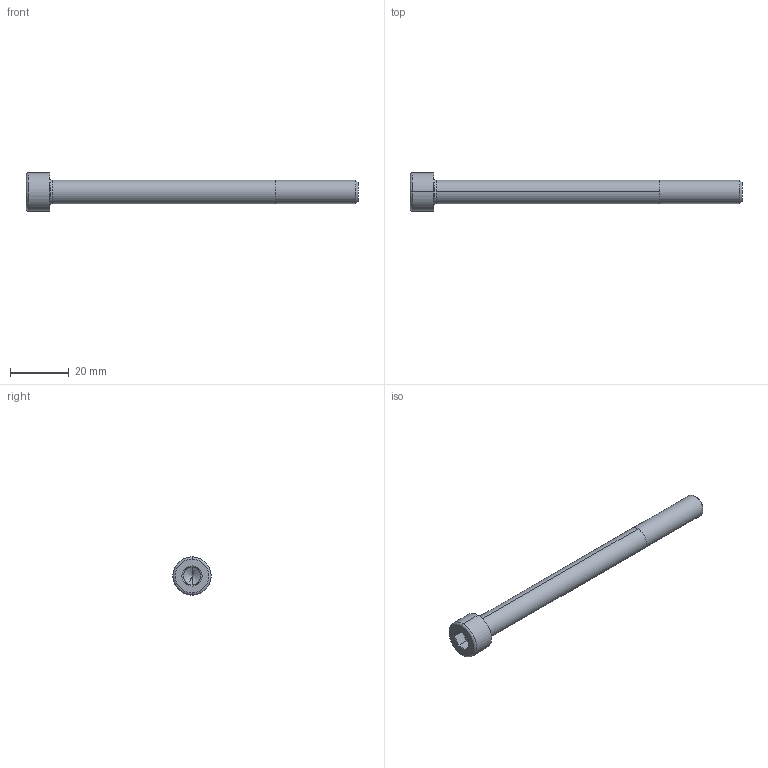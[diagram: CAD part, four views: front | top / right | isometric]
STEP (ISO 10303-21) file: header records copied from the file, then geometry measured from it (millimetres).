
FILE_DESCRIPTION(('HOOPS Exchange Step'),'2;1');
FILE_NAME('export-32702F8B-29E6-4AB4-AE73-ADC266CC9EFD.stp','2023-04-11T16:49:13+02:00',('Engineering'),('Alibre'),'HOOPS Exchange 2021.0','Alibre','Unknown authorisation');
FILE_SCHEMA( ('AP242_MANAGED_MODEL_BASED_3D_ENGINEERING_MIM_LF {1 0 10303 442 1 1 4 }') );
Length unit declared in the file: millimetre
Products named in the file (1): 6276 M8x105 Bolt DIN-912
Bounding box: 113 x 13 x 13 mm (x, y, z)
Volume: 6155.9 mm3; surface area: 3273.9 mm2
Topology: 1 solids, 1 shells, 41 faces, 96 edges, 58 vertices
Faces by surface type: plane 16, cone 14, torus 6, cylinder 5
Full cylindrical faces by diameter (mm): 7.9 x1
Entity records: 1198 total; most frequent: DIRECTION 215, CARTESIAN_POINT 211, ORIENTED_EDGE 188, EDGE_CURVE 94, AXIS2_PLACEMENT_3D 86, VERTEX_POINT 58, EDGE_LOOP 44, FACE_BOUND 44
